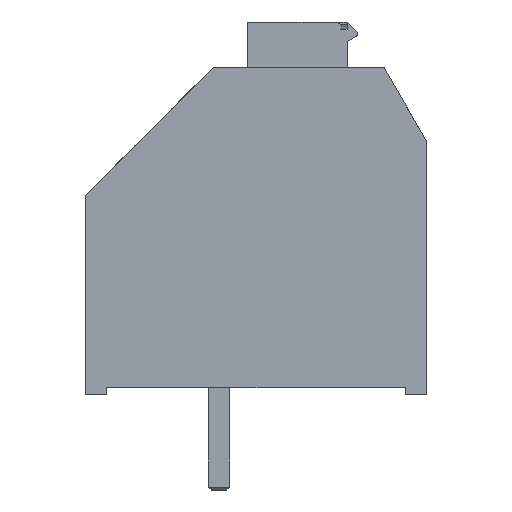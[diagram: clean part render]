
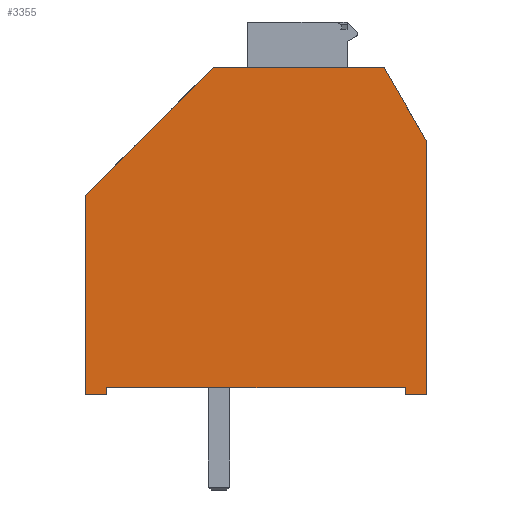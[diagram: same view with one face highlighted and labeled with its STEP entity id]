
A CAD part, left-side view. The second image highlights one B-rep face of the part: STEP entity #3355.
In plain terms, the highlighted planar face has unit normal (-1, 0, 0).
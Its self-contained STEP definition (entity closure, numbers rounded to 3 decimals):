
#253=FACE_OUTER_BOUND('',#456,.T.);
#456=EDGE_LOOP('',(#2635,#2636,#2637,#2638,#2639,#2640,#2641,#2642,#2643,
#2644));
#776=LINE('',#5243,#1183);
#779=LINE('',#5248,#1186);
#781=LINE('',#5252,#1188);
#783=LINE('',#5256,#1190);
#785=LINE('',#5260,#1192);
#787=LINE('',#5264,#1194);
#788=LINE('',#5266,#1195);
#789=LINE('',#5268,#1196);
#790=LINE('',#5270,#1197);
#791=LINE('',#5271,#1198);
#1183=VECTOR('',#4253,10.);
#1186=VECTOR('',#4258,10.);
#1188=VECTOR('',#4262,10.);
#1190=VECTOR('',#4266,10.);
#1192=VECTOR('',#4270,10.);
#1194=VECTOR('',#4274,10.);
#1195=VECTOR('',#4275,10.);
#1196=VECTOR('',#4276,10.);
#1197=VECTOR('',#4277,10.);
#1198=VECTOR('',#4278,10.);
#1547=VERTEX_POINT('',#5241);
#1548=VERTEX_POINT('',#5242);
#1549=VERTEX_POINT('',#5247);
#1550=VERTEX_POINT('',#5251);
#1551=VERTEX_POINT('',#5255);
#1552=VERTEX_POINT('',#5259);
#1553=VERTEX_POINT('',#5263);
#1554=VERTEX_POINT('',#5265);
#1555=VERTEX_POINT('',#5267);
#1556=VERTEX_POINT('',#5269);
#1927=EDGE_CURVE('',#1547,#1548,#776,.T.);
#1930=EDGE_CURVE('',#1549,#1547,#779,.T.);
#1932=EDGE_CURVE('',#1550,#1549,#781,.T.);
#1934=EDGE_CURVE('',#1551,#1550,#783,.T.);
#1936=EDGE_CURVE('',#1548,#1552,#785,.T.);
#1938=EDGE_CURVE('',#1553,#1551,#787,.T.);
#1939=EDGE_CURVE('',#1554,#1553,#788,.T.);
#1940=EDGE_CURVE('',#1555,#1554,#789,.T.);
#1941=EDGE_CURVE('',#1556,#1555,#790,.T.);
#1942=EDGE_CURVE('',#1552,#1556,#791,.T.);
#2635=ORIENTED_EDGE('',*,*,#1936,.F.);
#2636=ORIENTED_EDGE('',*,*,#1927,.F.);
#2637=ORIENTED_EDGE('',*,*,#1930,.F.);
#2638=ORIENTED_EDGE('',*,*,#1932,.F.);
#2639=ORIENTED_EDGE('',*,*,#1934,.F.);
#2640=ORIENTED_EDGE('',*,*,#1938,.F.);
#2641=ORIENTED_EDGE('',*,*,#1939,.F.);
#2642=ORIENTED_EDGE('',*,*,#1940,.F.);
#2643=ORIENTED_EDGE('',*,*,#1941,.F.);
#2644=ORIENTED_EDGE('',*,*,#1942,.F.);
#3182=PLANE('',#3618);
#3355=ADVANCED_FACE('',(#253),#3182,.F.);
#3618=AXIS2_PLACEMENT_3D('',#5262,#4272,#4273);
#4253=DIRECTION('',(0.,-0.5,-0.866));
#4258=DIRECTION('',(0.,-1.,0.));
#4262=DIRECTION('',(0.,-0.707,0.707));
#4266=DIRECTION('',(0.,0.,1.));
#4270=DIRECTION('',(0.,0.,-1.));
#4272=DIRECTION('center_axis',(1.,0.,0.));
#4273=DIRECTION('ref_axis',(0.,1.,0.));
#4274=DIRECTION('',(0.,1.,0.));
#4275=DIRECTION('',(0.,0.,-1.));
#4276=DIRECTION('',(0.,1.,0.));
#4277=DIRECTION('',(0.,0.,1.));
#4278=DIRECTION('',(0.,1.,0.));
#5241=CARTESIAN_POINT('',(0.,1.5,11.5));
#5242=CARTESIAN_POINT('',(0.,0.,8.902));
#5243=CARTESIAN_POINT('',(0.,1.5,11.5));
#5247=CARTESIAN_POINT('',(0.,7.5,11.5));
#5248=CARTESIAN_POINT('',(0.,7.5,11.5));
#5251=CARTESIAN_POINT('',(0.,12.,7.));
#5252=CARTESIAN_POINT('',(0.,12.,7.));
#5255=CARTESIAN_POINT('',(0.,12.,0.));
#5256=CARTESIAN_POINT('',(0.,12.,0.));
#5259=CARTESIAN_POINT('',(0.,0.,0.));
#5260=CARTESIAN_POINT('',(0.,0.,4.5));
#5262=CARTESIAN_POINT('Origin',(0.,6.,5.75));
#5263=CARTESIAN_POINT('',(0.,11.25,0.));
#5264=CARTESIAN_POINT('',(0.,11.25,0.));
#5265=CARTESIAN_POINT('',(0.,11.25,0.25));
#5266=CARTESIAN_POINT('',(0.,11.25,0.25));
#5267=CARTESIAN_POINT('',(0.,0.75,0.25));
#5268=CARTESIAN_POINT('',(0.,0.75,0.25));
#5269=CARTESIAN_POINT('',(0.,0.75,0.));
#5270=CARTESIAN_POINT('',(0.,0.75,0.));
#5271=CARTESIAN_POINT('',(0.,0.,0.));
